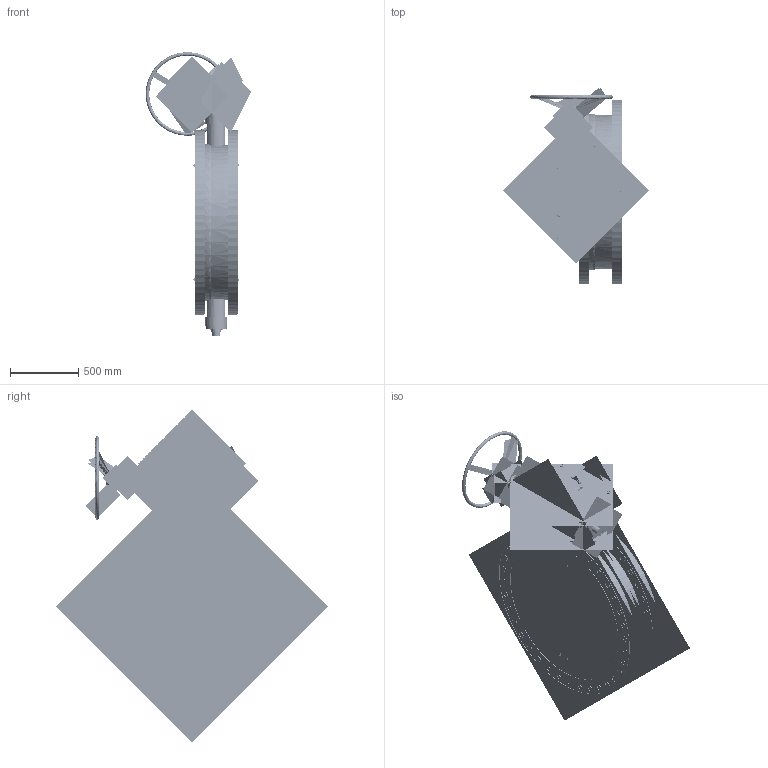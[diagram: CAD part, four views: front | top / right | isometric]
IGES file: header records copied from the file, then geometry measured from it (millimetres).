
Start section:  PTC IGES file: class_250ii_fl_x_fl-42-inch-han_asm.igs
Global section: file name: class_250ii_fl_x_fl-42-inch-han_asm.igs; native system: Creo Parametric by Parametric Technology Corporation; preprocessor: 2013050; author: HAPPY; organization: Unknown; date: 20161214.165952; units: inch
Bounding box: 1068.24 x 1980.31 x 2424.75 mm (x, y, z)
Volume: 221704116.7 mm3; surface area: 65777900.4 mm2
Topology: 28 solids, 28 shells, 5472 faces, 30220 edges, 39614 vertices
Faces by surface type: revolution 4910, bspline 562
